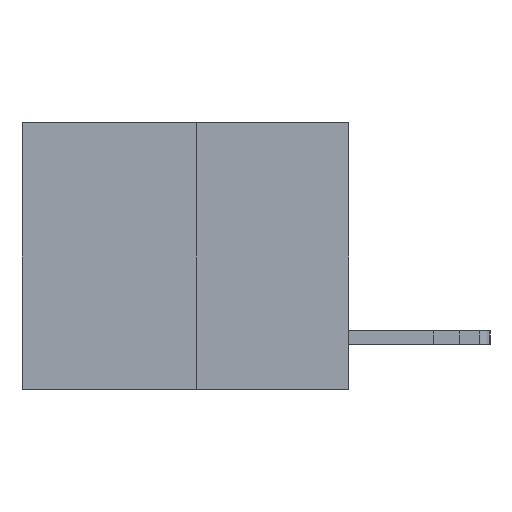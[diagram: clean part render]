
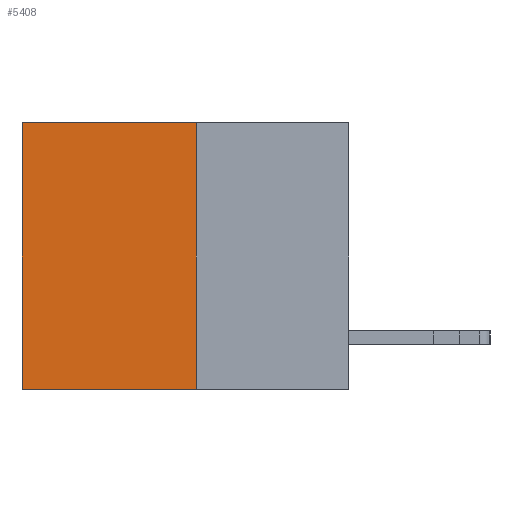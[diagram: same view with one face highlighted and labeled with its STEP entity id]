
A CAD part, left-side view. The second image highlights one B-rep face of the part: STEP entity #5408.
In plain terms, the highlighted planar face has unit normal (-1, 0, 0).
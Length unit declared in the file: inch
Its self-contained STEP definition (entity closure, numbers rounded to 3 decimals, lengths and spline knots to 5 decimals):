
#1021 = LINE ( 'NONE', #6541, #9003 ) ;
#1597 = DIRECTION ( 'NONE',  ( 1., 0., 0. ) ) ;
#1822 = ORIENTED_EDGE ( 'NONE', *, *, #6787, .F. ) ;
#2239 = ORIENTED_EDGE ( 'NONE', *, *, #2580, .F. ) ;
#2457 = LINE ( 'NONE', #5644, #11328 ) ;
#2552 = DIRECTION ( 'NONE',  ( 0., 0., -1. ) ) ;
#2580 = EDGE_CURVE ( 'NONE', #12528, #9706, #4166, .T. ) ;
#2727 = AXIS2_PLACEMENT_3D ( 'NONE', #7827, #1597, #2552 ) ;
#3507 = CARTESIAN_POINT ( 'NONE',  ( 0.3165, 0.6, 0. ) ) ;
#3561 = LINE ( 'NONE', #6159, #10819 ) ;
#3577 = FACE_OUTER_BOUND ( 'NONE', #5084, .T. ) ;
#3842 = ORIENTED_EDGE ( 'NONE', *, *, #11203, .T. ) ;
#4022 = CARTESIAN_POINT ( 'NONE',  ( 0.3165, 0.6, -0.49 ) ) ;
#4166 = LINE ( 'NONE', #12462, #8773 ) ;
#4815 = PLANE ( 'NONE',  #2727 ) ;
#5084 = EDGE_LOOP ( 'NONE', ( #3842, #1822, #2239, #11378 ) ) ;
#5408 = ADVANCED_FACE ( 'NONE', ( #3577 ), #4815, .F. ) ;
#5526 = DIRECTION ( 'NONE',  ( 0., 1., 0. ) ) ;
#5644 = CARTESIAN_POINT ( 'NONE',  ( 0.3165, 0.6, -0.49 ) ) ;
#6159 = CARTESIAN_POINT ( 'NONE',  ( 0.3165, 0.28, -0.49 ) ) ;
#6343 = DIRECTION ( 'NONE',  ( 0., 1., 0. ) ) ;
#6541 = CARTESIAN_POINT ( 'NONE',  ( 0.3165, 0.28, 0. ) ) ;
#6787 = EDGE_CURVE ( 'NONE', #9706, #12382, #3561, .T. ) ;
#7132 = DIRECTION ( 'NONE',  ( 0., 0., -1. ) ) ;
#7827 = CARTESIAN_POINT ( 'NONE',  ( 0.3165, 0.28, -0.49 ) ) ;
#8773 = VECTOR ( 'NONE', #7132, 39.37008 ) ;
#9003 = VECTOR ( 'NONE', #5526, 39.37008 ) ;
#9706 = VERTEX_POINT ( 'NONE', #9912 ) ;
#9793 = DIRECTION ( 'NONE',  ( 0., 0., -1. ) ) ;
#9912 = CARTESIAN_POINT ( 'NONE',  ( 0.3165, 0.28, -0.49 ) ) ;
#10819 = VECTOR ( 'NONE', #6343, 39.37008 ) ;
#11203 = EDGE_CURVE ( 'NONE', #11415, #12382, #2457, .T. ) ;
#11328 = VECTOR ( 'NONE', #9793, 39.37008 ) ;
#11378 = ORIENTED_EDGE ( 'NONE', *, *, #11385, .T. ) ;
#11385 = EDGE_CURVE ( 'NONE', #12528, #11415, #1021, .T. ) ;
#11415 = VERTEX_POINT ( 'NONE', #3507 ) ;
#12382 = VERTEX_POINT ( 'NONE', #4022 ) ;
#12462 = CARTESIAN_POINT ( 'NONE',  ( 0.3165, 0.28, -0.49 ) ) ;
#12528 = VERTEX_POINT ( 'NONE', #12760 ) ;
#12760 = CARTESIAN_POINT ( 'NONE',  ( 0.3165, 0.28, 0. ) ) ;
